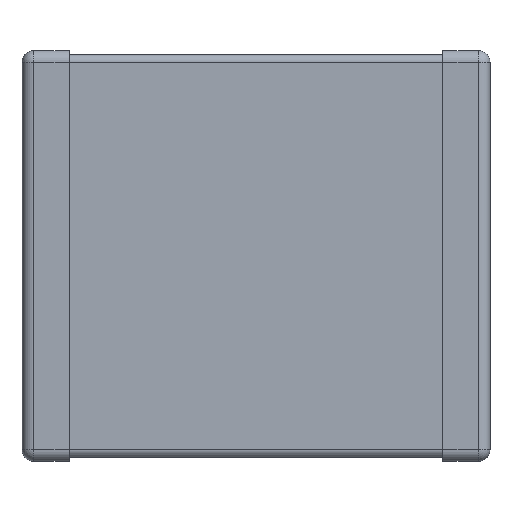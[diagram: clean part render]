
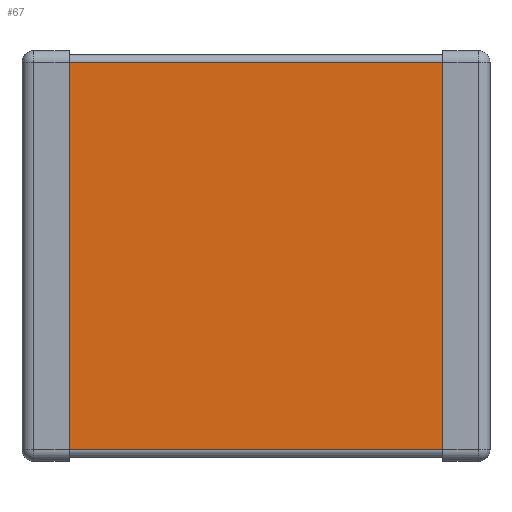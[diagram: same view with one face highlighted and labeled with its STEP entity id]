
A CAD part, front view. The second image highlights one B-rep face of the part: STEP entity #67.
In plain terms, the highlighted planar face has unit normal (0, -1, 0).
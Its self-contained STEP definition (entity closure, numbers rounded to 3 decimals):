
#13 = VECTOR ( 'NONE', #1095, 1000. ) ;
#41 = VERTEX_POINT ( 'NONE', #78 ) ;
#67 = ADVANCED_FACE ( 'NONE', ( #737 ), #765, .F. ) ;
#78 = CARTESIAN_POINT ( 'NONE',  ( 2.275, 0.048, -2.357 ) ) ;
#115 = CARTESIAN_POINT ( 'NONE',  ( -2.275, 0.048, -2.357 ) ) ;
#157 = DIRECTION ( 'NONE',  ( 0., 0., 1. ) ) ;
#271 = LINE ( 'NONE', #938, #1170 ) ;
#330 = DIRECTION ( 'NONE',  ( -1., 0., 0. ) ) ;
#343 = ORIENTED_EDGE ( 'NONE', *, *, #418, .F. ) ;
#362 = DIRECTION ( 'NONE',  ( 0., 0., -1. ) ) ;
#418 = EDGE_CURVE ( 'NONE', #1081, #41, #505, .T. ) ;
#449 = EDGE_CURVE ( 'NONE', #1081, #834, #271, .T. ) ;
#455 = CARTESIAN_POINT ( 'NONE',  ( 2.275, 0.048, 2.357 ) ) ;
#456 = DIRECTION ( 'NONE',  ( 0., 1., 0. ) ) ;
#495 = CARTESIAN_POINT ( 'NONE',  ( 2.275, 0.048, 2.358 ) ) ;
#505 = LINE ( 'NONE', #455, #686 ) ;
#514 = DIRECTION ( 'NONE',  ( -1., 0., 0. ) ) ;
#574 = CARTESIAN_POINT ( 'NONE',  ( 500000., 0.048, 2.357 ) ) ;
#686 = VECTOR ( 'NONE', #362, 1000. ) ;
#701 = LINE ( 'NONE', #821, #794 ) ;
#737 = FACE_OUTER_BOUND ( 'NONE', #764, .T. ) ;
#764 = EDGE_LOOP ( 'NONE', ( #343, #1027, #979, #819 ) ) ;
#765 = PLANE ( 'NONE',  #766 ) ;
#766 = AXIS2_PLACEMENT_3D ( 'NONE', #574, #456, #157 ) ;
#794 = VECTOR ( 'NONE', #514, 1000. ) ;
#819 = ORIENTED_EDGE ( 'NONE', *, *, #1110, .F. ) ;
#821 = CARTESIAN_POINT ( 'NONE',  ( 500000., 0.048, -2.358 ) ) ;
#830 = VERTEX_POINT ( 'NONE', #115 ) ;
#834 = VERTEX_POINT ( 'NONE', #1196 ) ;
#866 = EDGE_CURVE ( 'NONE', #834, #830, #941, .T. ) ;
#938 = CARTESIAN_POINT ( 'NONE',  ( 500000., 0.048, 2.357 ) ) ;
#941 = LINE ( 'NONE', #1202, #13 ) ;
#979 = ORIENTED_EDGE ( 'NONE', *, *, #866, .T. ) ;
#1027 = ORIENTED_EDGE ( 'NONE', *, *, #449, .T. ) ;
#1081 = VERTEX_POINT ( 'NONE', #495 ) ;
#1095 = DIRECTION ( 'NONE',  ( 0., 0., -1. ) ) ;
#1110 = EDGE_CURVE ( 'NONE', #41, #830, #701, .T. ) ;
#1170 = VECTOR ( 'NONE', #330, 1000. ) ;
#1196 = CARTESIAN_POINT ( 'NONE',  ( -2.275, 0.048, 2.358 ) ) ;
#1202 = CARTESIAN_POINT ( 'NONE',  ( -2.275, 0.048, 2.358 ) ) ;
